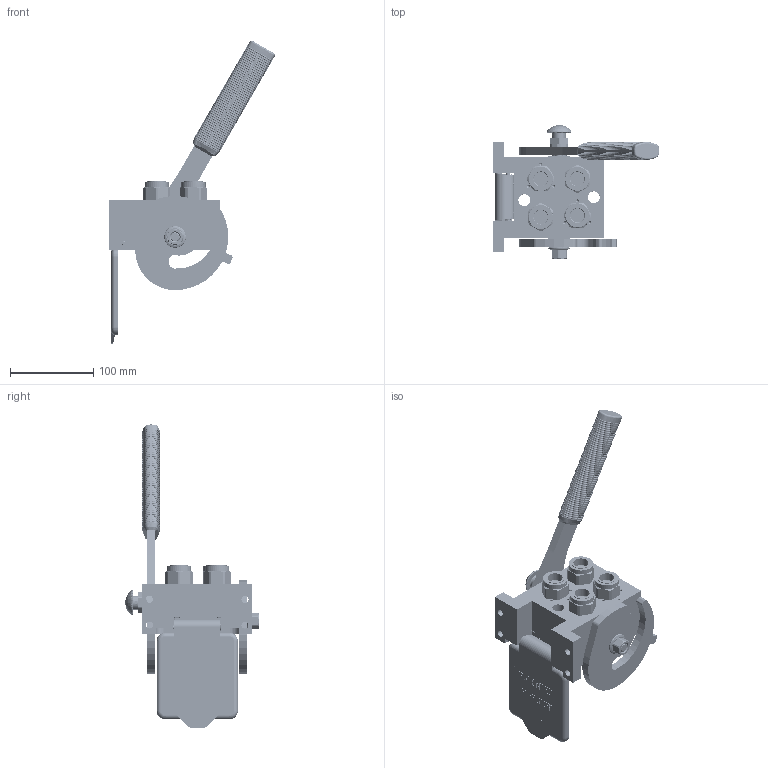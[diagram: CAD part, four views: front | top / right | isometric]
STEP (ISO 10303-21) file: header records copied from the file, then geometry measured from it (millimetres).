
FILE_DESCRIPTION (( 'STEP AP214' ), '1' );
FILE_NAME ('FASTER.step', '2022-03-01T06:38:01', ( '' ), ( '' ), 'SwSTEP 2.0', 'SolidWorks 2017', '' );
FILE_SCHEMA (( 'AUTOMOTIVE_DESIGN' ));
Length unit declared in the file: millimetre
Products named in the file (30): 4830_025_1000_000; 4850_024_6001_021; A_2ffnb12_gas_f; 4830_001_0005_301; 1540_080_0012_000; 4870_025_1001_000_ASM; curs_molla_12; 4830_025_2000_000; 4830_025_0000_001; 4830_020_0000_024; P508FA; 0048_042_0412_000; 4820_001_0004_000; 4830_070_0000_001; sicura_p5; sv002011_m2; 4870_023_1001_000; 4142_072_1000_300; or1_5x7_m; 2ffnb12_gas_f; 4870_024_1001_000; 4810_001_0001_014; P508_F_A_BASE; 4870_025_1001_000; 4830_001_0005_300; 4340_014_0000_000; FASTER; 4830_022_0000_011; et011
Assembly tree (32 placements, depth 4):
  FASTER
    P508_F_A_BASE
      P508FA
        4830_020_0000_024
        4820_001_0004_000
        4810_001_0001_014
        4830_001_0005_300
        4830_001_0005_301
    A_2ffnb12_gas_f  x4
      curs_molla_12
        4340_014_0000_000
        4142_072_1000_300
      2ffnb12_gas_f
        2ffnb12_gas_f
    4870_025_1001_000
      4870_025_1001_000_ASM
        4870_024_1001_000
        4850_024_6001_021
        sv002011_m2
      sicura_p5
        4830_025_0000_001
        or1_5x7_m
        0048_042_0412_000
      4830_025_2000_000
      4830_025_1000_000
      4830_022_0000_011
      4870_023_1001_000
      1540_080_0012_000
      4830_070_0000_001
    et011
Bounding box: 200.35 x 160.98 x 364.81 mm (x, y, z)
Volume: 223156.9 mm3; surface area: 320736 mm2
Topology: 22 solids, 63 shells, 5535 faces, 13921 edges, 8578 vertices
Faces by surface type: plane 2468, cylinder 1486, torus 852, cone 379, bspline 287, sphere 63
Entity records: 174499 total; most frequent: CARTESIAN_POINT 61196, ORIENTED_EDGE 23163, DIRECTION 22319, EDGE_CURVE 11671, AXIS2_PLACEMENT_3D 7844, VERTEX_POINT 7152, VECTOR 6631, LINE 6631
